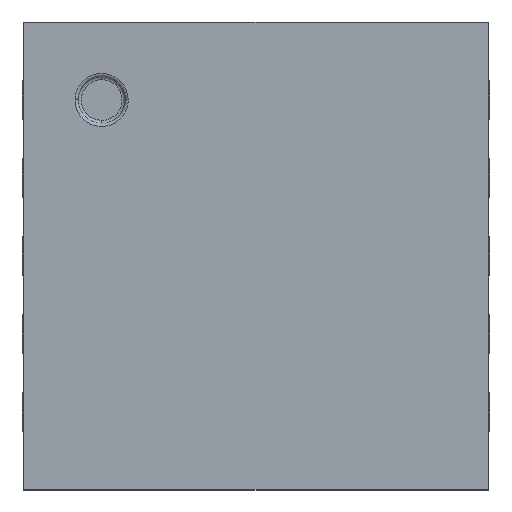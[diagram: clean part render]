
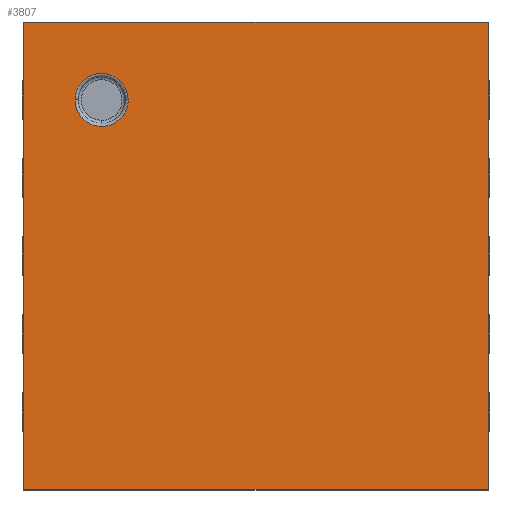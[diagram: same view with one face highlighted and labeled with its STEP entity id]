
A CAD part, top view. The second image highlights one B-rep face of the part: STEP entity #3807.
In plain terms, the highlighted planar face has unit normal (0, 0, 1).
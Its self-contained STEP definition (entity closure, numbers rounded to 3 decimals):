
#1102 = VERTEX_POINT('',#1103);
#1103 = CARTESIAN_POINT('',(1.49,1.495,0.8));
#1207 = VERTEX_POINT('',#1208);
#1208 = CARTESIAN_POINT('',(1.49,-1.505,0.8));
#1214 = EDGE_CURVE('',#1207,#1102,#1215,.T.);
#1215 = LINE('',#1216,#1217);
#1216 = CARTESIAN_POINT('',(1.49,-1.505,0.8));
#1217 = VECTOR('',#1218,1.);
#1218 = DIRECTION('',(0.,1.,0.));
#1961 = VERTEX_POINT('',#1962);
#1962 = CARTESIAN_POINT('',(-1.49,1.495,0.8));
#1968 = EDGE_CURVE('',#1102,#1961,#1969,.T.);
#1969 = LINE('',#1970,#1971);
#1970 = CARTESIAN_POINT('',(1.49,1.495,0.8));
#1971 = VECTOR('',#1972,1.);
#1972 = DIRECTION('',(-1.,0.,0.));
#1985 = EDGE_CURVE('',#1961,#1986,#1988,.T.);
#1986 = VERTEX_POINT('',#1987);
#1987 = CARTESIAN_POINT('',(-1.49,-1.505,0.8));
#1988 = LINE('',#1989,#1990);
#1989 = CARTESIAN_POINT('',(-1.49,1.495,0.8));
#1990 = VECTOR('',#1991,1.);
#1991 = DIRECTION('',(0.,-1.,0.));
#3329 = EDGE_CURVE('',#1986,#1207,#3330,.T.);
#3330 = LINE('',#3331,#3332);
#3331 = CARTESIAN_POINT('',(-1.49,-1.505,0.8));
#3332 = VECTOR('',#3333,1.);
#3333 = DIRECTION('',(1.,0.,0.));
#3807 = ADVANCED_FACE('',(#3808,#3814),#3843,.F.);
#3808 = FACE_BOUND('',#3809,.T.);
#3809 = EDGE_LOOP('',(#3810,#3811,#3812,#3813));
#3810 = ORIENTED_EDGE('',*,*,#3329,.T.);
#3811 = ORIENTED_EDGE('',*,*,#1214,.T.);
#3812 = ORIENTED_EDGE('',*,*,#1968,.T.);
#3813 = ORIENTED_EDGE('',*,*,#1985,.T.);
#3814 = FACE_BOUND('',#3815,.T.);
#3815 = EDGE_LOOP('',(#3816,#3827,#3836));
#3816 = ORIENTED_EDGE('',*,*,#3817,.F.);
#3817 = EDGE_CURVE('',#3818,#3820,#3822,.T.);
#3818 = VERTEX_POINT('',#3819);
#3819 = CARTESIAN_POINT('',(-0.82,0.995,0.8));
#3820 = VERTEX_POINT('',#3821);
#3821 = CARTESIAN_POINT('',(-1.16,0.995,0.8));
#3822 = ( BOUNDED_CURVE() B_SPLINE_CURVE(3,(#3823,#3824,#3825,#3826),
.UNSPECIFIED.,.F.,.F.) B_SPLINE_CURVE_WITH_KNOTS((4,4),(0.,
0.667),.PIECEWISE_BEZIER_KNOTS.) CURVE() 
GEOMETRIC_REPRESENTATION_ITEM() RATIONAL_B_SPLINE_CURVE((1.,
0.333,0.333,1.)) REPRESENTATION_ITEM('') );
#3823 = CARTESIAN_POINT('',(-0.82,0.995,0.8));
#3824 = CARTESIAN_POINT('',(-0.82,1.335,0.8));
#3825 = CARTESIAN_POINT('',(-1.16,1.335,0.8));
#3826 = CARTESIAN_POINT('',(-1.16,0.995,0.8));
#3827 = ORIENTED_EDGE('',*,*,#3828,.F.);
#3828 = EDGE_CURVE('',#3829,#3818,#3831,.T.);
#3829 = VERTEX_POINT('',#3830);
#3830 = CARTESIAN_POINT('',(-0.99,0.825,0.8));
#3831 = ( BOUNDED_CURVE() B_SPLINE_CURVE(3,(#3832,#3833,#3834,#3835),
.UNSPECIFIED.,.F.,.F.) B_SPLINE_CURVE_WITH_KNOTS((4,4),(0.,1.),
.PIECEWISE_BEZIER_KNOTS.) CURVE() GEOMETRIC_REPRESENTATION_ITEM() 
RATIONAL_B_SPLINE_CURVE((1.,0.805,0.805,1.)) 
REPRESENTATION_ITEM('') );
#3832 = CARTESIAN_POINT('',(-0.99,0.825,0.8));
#3833 = CARTESIAN_POINT('',(-0.89,0.825,0.8));
#3834 = CARTESIAN_POINT('',(-0.82,0.895,0.8));
#3835 = CARTESIAN_POINT('',(-0.82,0.995,0.8));
#3836 = ORIENTED_EDGE('',*,*,#3837,.F.);
#3837 = EDGE_CURVE('',#3820,#3829,#3838,.T.);
#3838 = ( BOUNDED_CURVE() B_SPLINE_CURVE(3,(#3839,#3840,#3841,#3842),
.UNSPECIFIED.,.F.,.F.) B_SPLINE_CURVE_WITH_KNOTS((4,4),(0.667,
1.),.PIECEWISE_BEZIER_KNOTS.) CURVE() GEOMETRIC_REPRESENTATION_ITEM() 
RATIONAL_B_SPLINE_CURVE((1.,0.805,0.805,1.)) 
REPRESENTATION_ITEM('') );
#3839 = CARTESIAN_POINT('',(-1.16,0.995,0.8));
#3840 = CARTESIAN_POINT('',(-1.16,0.895,0.8));
#3841 = CARTESIAN_POINT('',(-1.09,0.825,0.8));
#3842 = CARTESIAN_POINT('',(-0.99,0.825,0.8));
#3843 = PLANE('',#3844);
#3844 = AXIS2_PLACEMENT_3D('',#3845,#3846,#3847);
#3845 = CARTESIAN_POINT('',(1.49,1.495,0.8));
#3846 = DIRECTION('',(0.,0.,-1.));
#3847 = DIRECTION('',(0.,1.,0.));
